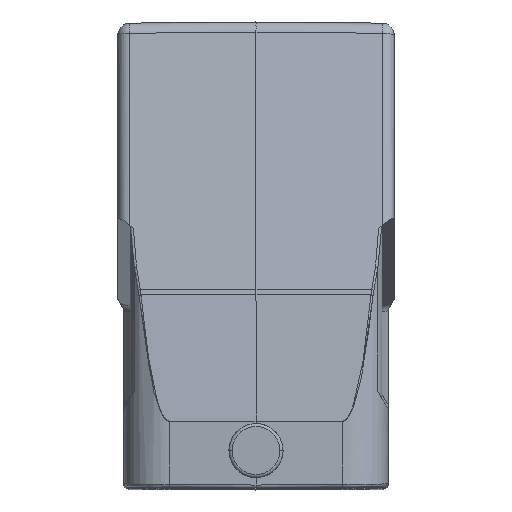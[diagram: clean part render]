
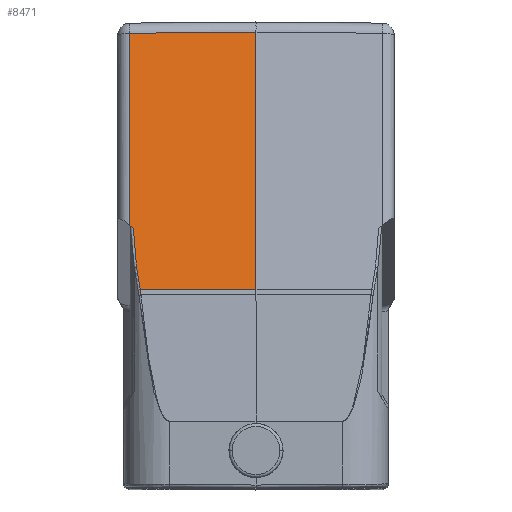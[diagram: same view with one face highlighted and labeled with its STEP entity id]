
A CAD part, top view. The second image highlights one B-rep face of the part: STEP entity #8471.
In plain terms, the highlighted planar face has unit normal (-0.009, 0.174, 0.985).
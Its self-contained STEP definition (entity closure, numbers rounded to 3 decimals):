
#59=CARTESIAN_POINT('',(-20.517,-11.704,56.062));
#67=DIRECTION('',(0.,-0.985,0.174));
#68=VECTOR('',#67,31.771);
#69=CARTESIAN_POINT('',(-20.517,19.584,50.546));
#70=LINE('',#69,#68);
#71=DIRECTION('',(0.762,-0.637,0.119));
#72=VECTOR('',#71,0.727);
#73=CARTESIAN_POINT('',(-20.517,-11.704,56.062));
#74=LINE('',#73,#72);
#83=CARTESIAN_POINT('',(-19.449,-18.497,57.27));
#84=CARTESIAN_POINT('',(-19.749,-16.402,56.898));
#85=CARTESIAN_POINT('',(-19.895,-14.285,56.523));
#86=CARTESIAN_POINT('',(-19.963,-12.168,56.149));
#88=DIRECTION('',(1.,0.009,0.007));
#89=VECTOR('',#88,20.519);
#90=CARTESIAN_POINT('',(-20.517,19.584,50.546));
#91=LINE('',#90,#89);
#92=DIRECTION('',(0.,-0.985,0.174));
#93=VECTOR('',#92,42.562);
#94=CARTESIAN_POINT('',(0.,19.763,50.696));
#95=LINE('',#94,#93);
#96=CARTESIAN_POINT('',(-18.848,-22.177,57.924));
#97=CARTESIAN_POINT('',(-19.075,-20.955,57.706));
#98=CARTESIAN_POINT('',(-19.272,-19.728,57.488));
#99=CARTESIAN_POINT('',(-19.449,-18.497,57.27));
#136=DIRECTION('',(1.,0.001,0.009));
#137=VECTOR('',#136,18.848);
#138=CARTESIAN_POINT('',(-18.848,-22.177,57.924));
#139=LINE('',#138,#137);
#6949=VERTEX_POINT('',#59);
#6950=CARTESIAN_POINT('',(-20.517,19.584,50.546));
#6951=VERTEX_POINT('',#6950);
#6952=CARTESIAN_POINT('',(-19.963,-12.168,
56.149));
#6953=VERTEX_POINT('',#6952);
#6960=VERTEX_POINT('',#83);
#6961=CARTESIAN_POINT('',(0.,19.763,
50.696));
#6962=VERTEX_POINT('',#6961);
#6963=CARTESIAN_POINT('',(0.,-22.152,
58.087));
#6964=VERTEX_POINT('',#6963);
#6965=CARTESIAN_POINT('',(-18.848,-22.177,
57.924));
#6966=VERTEX_POINT('',#6965);
#8452=CARTESIAN_POINT('',(0.,21.415,50.404));
#8453=DIRECTION('',(-0.009,0.174,0.985));
#8454=DIRECTION('',(0.,-0.985,0.174));
#8455=AXIS2_PLACEMENT_3D('',#8452,#8453,#8454);
#8456=PLANE('',#8455);
#8458=ORIENTED_EDGE('',*,*,#8457,.T.);
#8459=ORIENTED_EDGE('',*,*,#8435,.F.);
#8460=ORIENTED_EDGE('',*,*,#8425,.F.);
#8462=ORIENTED_EDGE('',*,*,#8461,.T.);
#8464=ORIENTED_EDGE('',*,*,#8463,.T.);
#8466=ORIENTED_EDGE('',*,*,#8465,.F.);
#8468=ORIENTED_EDGE('',*,*,#8467,.T.);
#8469=EDGE_LOOP('',(#8458,#8459,#8460,#8462,#8464,#8466,#8468));
#8470=FACE_OUTER_BOUND('',#8469,.F.);
#8471=ADVANCED_FACE('',(#8470),#8456,.T.);
#87=B_SPLINE_CURVE_WITH_KNOTS('',3,(#83,#84,#85,#86),.UNSPECIFIED.,.F.,.F.,(4,
4),(0.,1.),.UNSPECIFIED.);
#100=B_SPLINE_CURVE_WITH_KNOTS('',3,(#96,#97,#98,#99),.UNSPECIFIED.,.F.,.F.,(4,
4),(0.,1.),.UNSPECIFIED.);
#8425=EDGE_CURVE('',#6951,#6949,#70,.T.);
#8435=EDGE_CURVE('',#6949,#6953,#74,.T.);
#8457=EDGE_CURVE('',#6960,#6953,#87,.T.);
#8461=EDGE_CURVE('',#6951,#6962,#91,.T.);
#8463=EDGE_CURVE('',#6962,#6964,#95,.T.);
#8465=EDGE_CURVE('',#6966,#6964,#139,.T.);
#8467=EDGE_CURVE('',#6966,#6960,#100,.T.);
